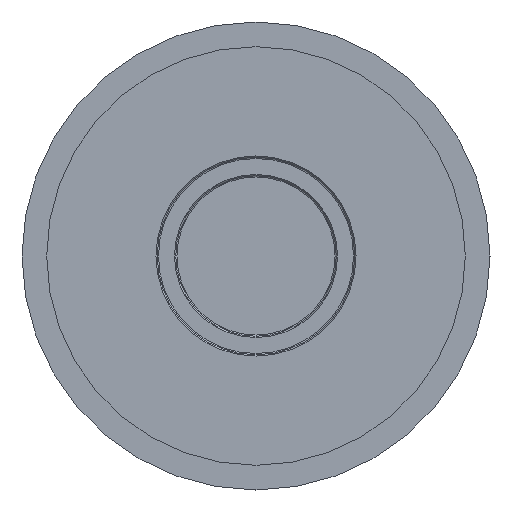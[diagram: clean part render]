
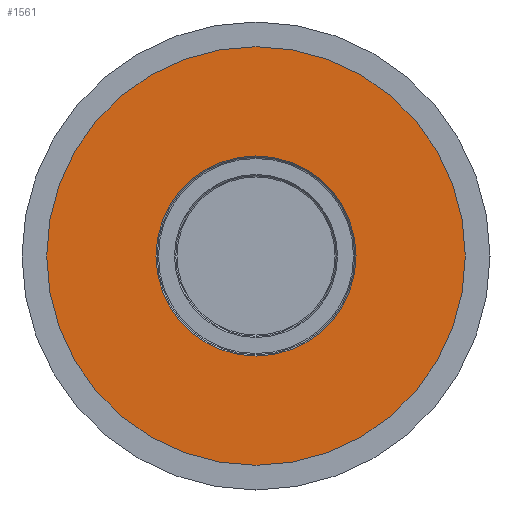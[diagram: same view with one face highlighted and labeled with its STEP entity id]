
A CAD part, left-side view. The second image highlights one B-rep face of the part: STEP entity #1561.
In plain terms, the highlighted planar face has unit normal (-1, 0, 0).
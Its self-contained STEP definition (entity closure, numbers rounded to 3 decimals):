
#60 = CARTESIAN_POINT ( 'NONE',  ( 31., 0., 33.9 ) ) ;
#90 = FACE_BOUND ( 'NONE', #2001, .T. ) ;
#217 = CARTESIAN_POINT ( 'NONE',  ( 31., 0., 0. ) ) ;
#513 = EDGE_CURVE ( 'NONE', #2718, #2718, #2787, .T. ) ;
#592 = VERTEX_POINT ( 'NONE', #60 ) ;
#884 = DIRECTION ( 'NONE',  ( 0., 0., -1. ) ) ;
#908 = DIRECTION ( 'NONE',  ( 0., 0., 1. ) ) ;
#994 = DIRECTION ( 'NONE',  ( 1., 0., 0. ) ) ;
#1138 = FACE_OUTER_BOUND ( 'NONE', #1899, .T. ) ;
#1263 = DIRECTION ( 'NONE',  ( 0., 0., -1. ) ) ;
#1561 = ADVANCED_FACE ( 'NONE', ( #90, #1138 ), #2192, .F. ) ;
#1824 = AXIS2_PLACEMENT_3D ( 'NONE', #3259, #2471, #884 ) ;
#1899 = EDGE_LOOP ( 'NONE', ( #2850 ) ) ;
#2001 = EDGE_LOOP ( 'NONE', ( #2166 ) ) ;
#2132 = CARTESIAN_POINT ( 'NONE',  ( 31., 0., -16.2 ) ) ;
#2166 = ORIENTED_EDGE ( 'NONE', *, *, #513, .T. ) ;
#2192 = PLANE ( 'NONE',  #1824 ) ;
#2293 = DIRECTION ( 'NONE',  ( -1., 0., 0. ) ) ;
#2431 = AXIS2_PLACEMENT_3D ( 'NONE', #3285, #2293, #908 ) ;
#2471 = DIRECTION ( 'NONE',  ( 1., 0., 0. ) ) ;
#2718 = VERTEX_POINT ( 'NONE', #2132 ) ;
#2787 = CIRCLE ( 'NONE', #3351, 16.2 ) ;
#2819 = CIRCLE ( 'NONE', #2431, 33.9 ) ;
#2850 = ORIENTED_EDGE ( 'NONE', *, *, #3208, .T. ) ;
#3208 = EDGE_CURVE ( 'NONE', #592, #592, #2819, .T. ) ;
#3259 = CARTESIAN_POINT ( 'NONE',  ( 31., 0., 0. ) ) ;
#3285 = CARTESIAN_POINT ( 'NONE',  ( 31., 0., 0. ) ) ;
#3351 = AXIS2_PLACEMENT_3D ( 'NONE', #217, #994, #1263 ) ;
